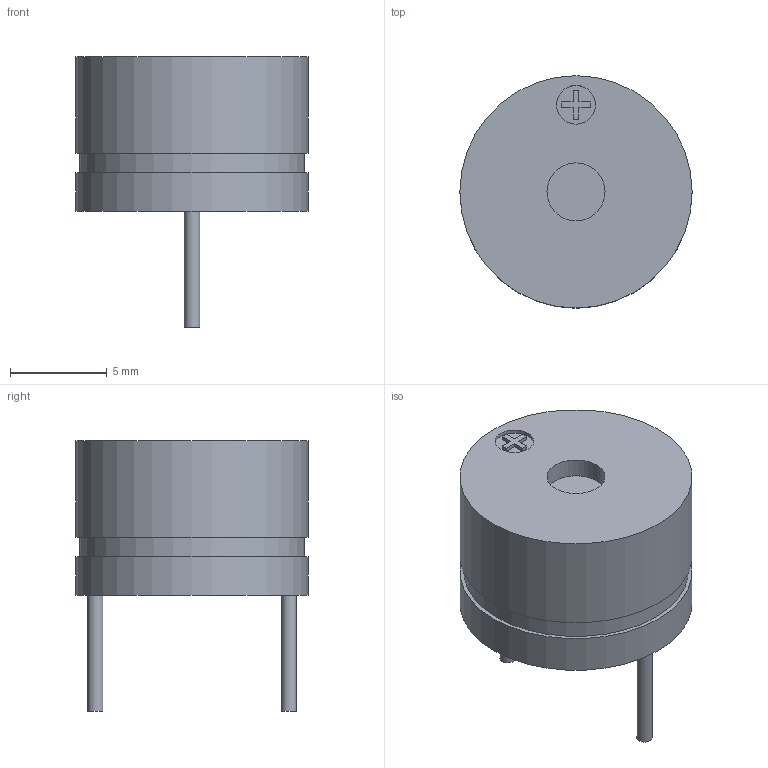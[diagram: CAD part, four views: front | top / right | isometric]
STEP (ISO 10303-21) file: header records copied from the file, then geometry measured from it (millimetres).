
FILE_DESCRIPTION(/* description */ (''),/* implementation_level */ '2;1');
FILE_NAME(/* name */ 'Buzzer.step',/* time_stamp */ '2025-07-18T18:11:17+05:30',/* author */ (''),/* organization */ (''),/* preprocessor_version */ 'ST-DEVELOPER v20.1',/* originating_system */ 'Autodesk Translation Framework v14.10.0.0',/* authorisation */ '');
FILE_SCHEMA (('AUTOMOTIVE_DESIGN { 1 0 10303 214 3 1 1 }'));
Length unit declared in the file: millimetre
Products named in the file (1): Buzzer
Bounding box: 12 x 12 x 14 mm (x, y, z)
Volume: 895.9 mm3; surface area: 585.4 mm2
Topology: 3 solids, 3 shells, 30 faces, 57 edges, 38 vertices
Faces by surface type: plane 23, cylinder 7
Full cylindrical faces by diameter (mm): 0.8 x2, 2 x1, 3 x1, 11.6 x1, 12 x2
Entity records: 793 total; most frequent: DIRECTION 133, CARTESIAN_POINT 126, ORIENTED_EDGE 114, EDGE_CURVE 57, AXIS2_PLACEMENT_3D 45, LINE 43, VECTOR 43, VERTEX_POINT 38
